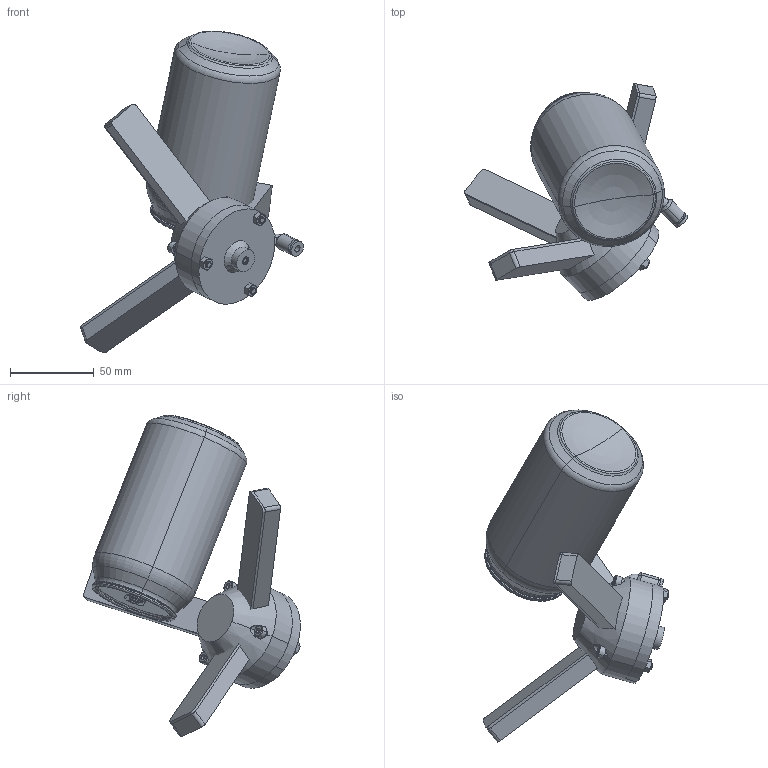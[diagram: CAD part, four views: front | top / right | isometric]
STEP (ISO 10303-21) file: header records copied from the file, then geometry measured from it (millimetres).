
FILE_DESCRIPTION (( 'STEP AP214' ), '1' );
FILE_NAME ('SKHVAT.STEP', '2022-04-01T12:51:58', ( '' ), ( '' ), 'SwSTEP 2.0', 'SolidWorks 2020', '' );
FILE_SCHEMA (( 'AUTOMOTIVE_DESIGN' ));
Length unit declared in the file: millimetre
Products named in the file (12): O4 x M5 COTOVELO 90° MACHO GIRAT. (C02470405); Shupal''ze22; Upper; Assembly2; DIN_912-M4x30.stp; Lowe; M4x3.3mm Hex Nut (FIX-M4).step; Tkan''; SKHVAT; Piece2_Defaut
Assembly tree (19 placements, depth 3):
  SKHVAT
    Piece2_Defaut
    Lowe
    Assembly2
      Shupal''ze22
      Tkan''
    Assembly2
      Shupal''ze22
      Tkan''
    Assembly2
      Shupal''ze22
      Tkan''
    Upper
    O4 x M5 COTOVELO 90° MACHO GIRAT. (C02470405)
    DIN_912-M4x30.stp  x3
    M4x3.3mm Hex Nut (FIX-M4).step  x3
Bounding box: 132.89 x 129.29 x 191.7 mm (x, y, z)
Volume: 461371.1 mm3; surface area: 85528.6 mm2
Topology: 18 solids, 18 shells, 731 faces, 1890 edges, 1190 vertices
Faces by surface type: plane 392, cylinder 160, cone 80, bspline 49, torus 44, sphere 6
Entity records: 16666 total; most frequent: CARTESIAN_POINT 5652, ORIENTED_EDGE 2112, DIRECTION 1982, EDGE_CURVE 1056, AXIS2_PLACEMENT_3D 701, VERTEX_POINT 670, LINE 580, VECTOR 580
